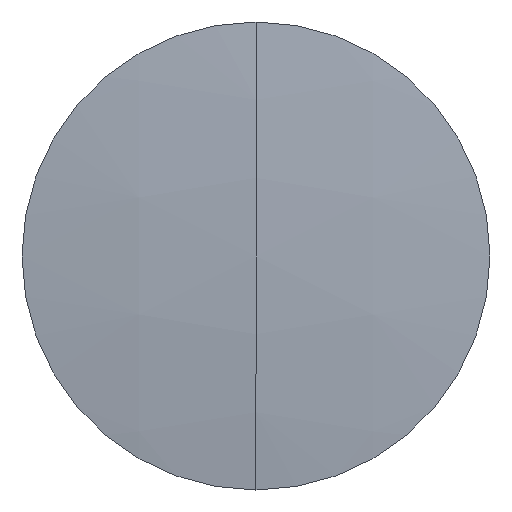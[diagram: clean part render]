
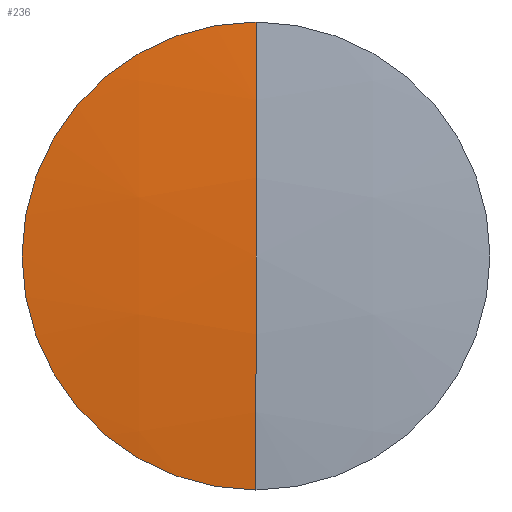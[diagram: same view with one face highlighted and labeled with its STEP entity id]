
A CAD part, left-side view. The second image highlights one B-rep face of the part: STEP entity #236.
In plain terms, the highlighted spherical face has radius 219.8 mm.
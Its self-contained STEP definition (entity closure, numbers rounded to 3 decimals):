
#17 = AXIS2_PLACEMENT_3D ( 'NONE', #142, #163, #26 ) ;
#26 = DIRECTION ( 'NONE',  ( 0., 0., 1. ) ) ;
#35 = EDGE_LOOP ( 'NONE', ( #200, #38, #78 ) ) ;
#38 = ORIENTED_EDGE ( 'NONE', *, *, #255, .T. ) ;
#59 = CARTESIAN_POINT ( 'NONE',  ( 440.894, 0., 0. ) ) ;
#62 = SPHERICAL_SURFACE ( 'NONE', #66, 219.8 ) ;
#66 = AXIS2_PLACEMENT_3D ( 'NONE', #139, #137, #305 ) ;
#74 = VERTEX_POINT ( 'NONE', #241 ) ;
#78 = ORIENTED_EDGE ( 'NONE', *, *, #92, .F. ) ;
#92 = EDGE_CURVE ( 'NONE', #114, #74, #207, .T. ) ;
#114 = VERTEX_POINT ( 'NONE', #159 ) ;
#132 = DIRECTION ( 'NONE',  ( 0., -1., 0. ) ) ;
#137 = DIRECTION ( 'NONE',  ( 0., 1., 0. ) ) ;
#139 = CARTESIAN_POINT ( 'NONE',  ( 659.222, 0., 0. ) ) ;
#140 = DIRECTION ( 'NONE',  ( -1., 0., 0. ) ) ;
#141 = AXIS2_PLACEMENT_3D ( 'NONE', #59, #140, #274 ) ;
#142 = CARTESIAN_POINT ( 'NONE',  ( 659.222, 0., 0. ) ) ;
#159 = CARTESIAN_POINT ( 'NONE',  ( 440.894, 0., 25.4 ) ) ;
#163 = DIRECTION ( 'NONE',  ( 0., 1., 0. ) ) ;
#182 = DIRECTION ( 'NONE',  ( 0., 0., -1. ) ) ;
#193 = AXIS2_PLACEMENT_3D ( 'NONE', #213, #132, #182 ) ;
#200 = ORIENTED_EDGE ( 'NONE', *, *, #302, .T. ) ;
#207 = CIRCLE ( 'NONE', #193, 219.8 ) ;
#213 = CARTESIAN_POINT ( 'NONE',  ( 659.222, 0., 0. ) ) ;
#225 = CARTESIAN_POINT ( 'NONE',  ( 440.894, 0., -25.4 ) ) ;
#236 = ADVANCED_FACE ( 'NONE', ( #307 ), #62, .T. ) ;
#241 = CARTESIAN_POINT ( 'NONE',  ( 439.422, 0., 0. ) ) ;
#255 = EDGE_CURVE ( 'NONE', #325, #74, #334, .T. ) ;
#274 = DIRECTION ( 'NONE',  ( 0., 0., 1. ) ) ;
#302 = EDGE_CURVE ( 'NONE', #114, #325, #321, .T. ) ;
#305 = DIRECTION ( 'NONE',  ( 0., 0., 1. ) ) ;
#307 = FACE_OUTER_BOUND ( 'NONE', #35, .T. ) ;
#321 = CIRCLE ( 'NONE', #141, 25.4 ) ;
#325 = VERTEX_POINT ( 'NONE', #225 ) ;
#334 = CIRCLE ( 'NONE', #17, 219.8 ) ;
